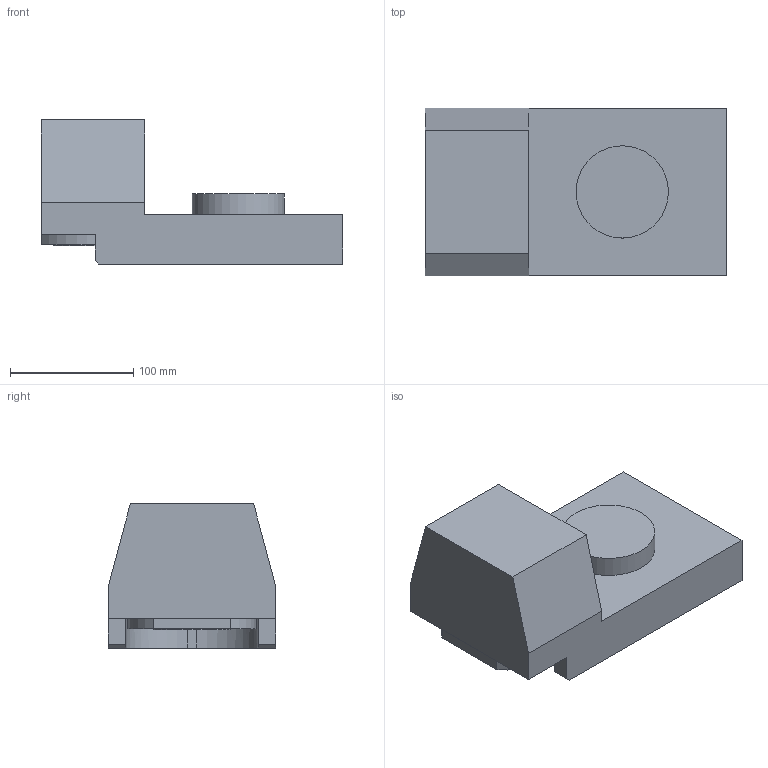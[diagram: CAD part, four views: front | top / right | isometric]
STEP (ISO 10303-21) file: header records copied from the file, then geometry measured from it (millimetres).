
FILE_DESCRIPTION(/* description */ (''),/* implementation_level */ '2;1');
FILE_NAME(/* name */ '1525343684718.stp',/* time_stamp */ '2018-05-03T16:05:05+06:00',/* author */ (''),/* organization */ ('SMS'),/* preprocessor_version */ 'ST-DEVELOPER v15',/* originating_system */ 'SIEMENS PLM Software NX 8.5',/* authorisation */ '');
FILE_SCHEMA (('AUTOMOTIVE_DESIGN { 1 0 10303 214 3 1 1 1 }'));
Length unit declared in the file: millimetre
Products named in the file (1): 201596902mod000_00
Bounding box: 245 x 136 x 117 mm (x, y, z)
Volume: 1949922.2 mm3; surface area: 137100.1 mm2
Topology: 1 solids, 1 shells, 40 faces, 99 edges, 70 vertices
Faces by surface type: plane 24, cylinder 10, cone 6
Full cylindrical faces by diameter (mm): 4 x1, 48.5 x1, 63 x1, 74.9 x1
Entity records: 1277 total; most frequent: CARTESIAN_POINT 266, DIRECTION 208, ORIENTED_EDGE 184, EDGE_CURVE 92, AXIS2_PLACEMENT_3D 75, VERTEX_POINT 64, LINE 58, VECTOR 58
